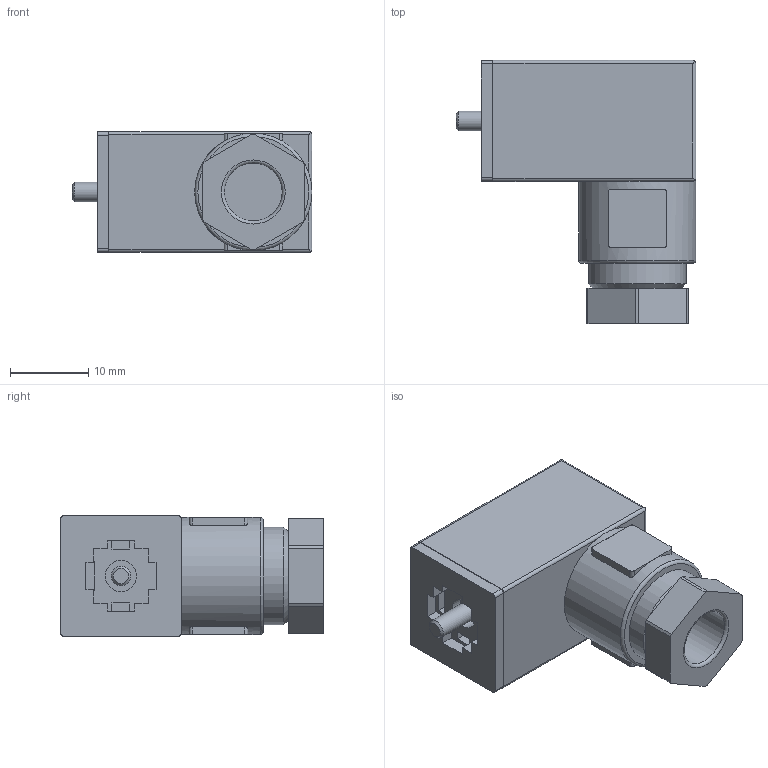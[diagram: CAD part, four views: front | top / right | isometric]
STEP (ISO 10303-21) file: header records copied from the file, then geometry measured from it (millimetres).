
FILE_DESCRIPTION(/* description */ ('STEP AP214'),/* implementation_level */ '2;1');
FILE_NAME(/* name */ '151687_MSSD-EB',/* time_stamp */ '2024-09-10T09:31:40+02:00',/* author */ ('License CC BY-ND 4.0'),/* organization */ ('CADENAS'),/* preprocessor_version */ 'ST-DEVELOPER v19.3',/* originating_system */ 'PARTsolutions',/* authorisation */ ' ');
FILE_SCHEMA (('AUTOMOTIVE_DESIGN {1 0 10303 214 3 1 1}'));
Length unit declared in the file: millimetre
Products named in the file (1): 151687 MSSD-EB---(0)
Bounding box: 30.7 x 33.7 x 15.5 mm (x, y, z)
Volume: 8838.9 mm3; surface area: 4021.1 mm2
Topology: 1 solids, 1 shells, 136 faces, 350 edges, 230 vertices
Faces by surface type: plane 94, cylinder 38, torus 2, cone 2
Full cylindrical faces by diameter (mm): 2.5 x1, 4 x1, 5.8 x1, 6.2 x1, 7.4 x1, 12.5 x1, 15 x1
Entity records: 5024 total; most frequent: CARTESIAN_POINT 737, DIRECTION 684, ORIENTED_EDGE 670, EDGE_CURVE 335, LINE 236, VECTOR 236, VERTEX_POINT 227, AXIS2_PLACEMENT_3D 224
